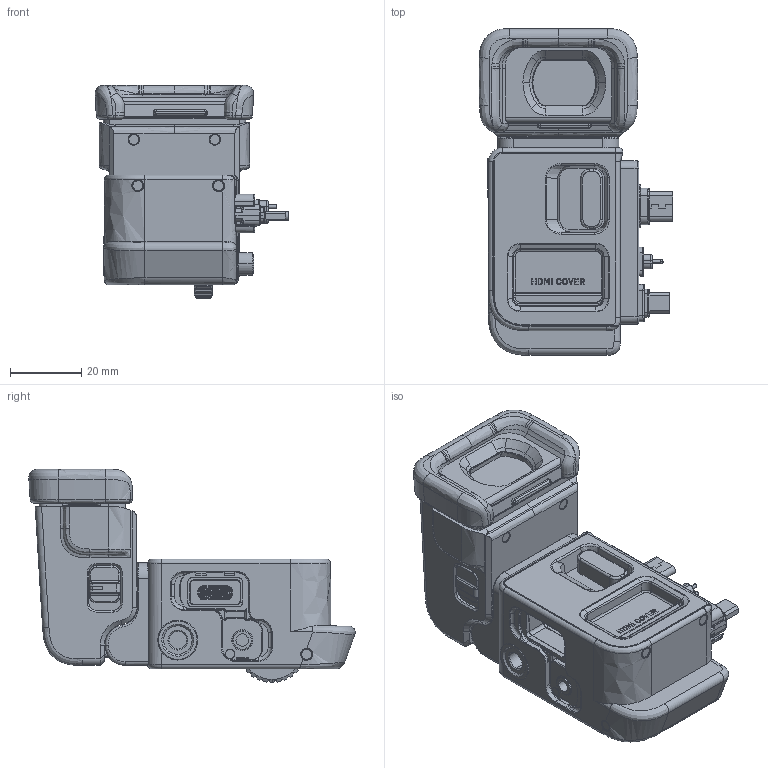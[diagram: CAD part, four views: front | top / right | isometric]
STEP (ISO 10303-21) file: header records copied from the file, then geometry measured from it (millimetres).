
FILE_DESCRIPTION (( 'STEP AP214' ), '1' );
FILE_NAME ('SIGMA_EVF-11_with_EC-31_ver1.STEP', '2021-03-24T05:55:17', ( '' ), ( '' ), 'SwSTEP 2.0', 'SolidWorks 2017', '' );
FILE_SCHEMA (( 'AUTOMOTIVE_DESIGN' ));
Length unit declared in the file: millimetre
Products named in the file (1): SIGMA_EVF-11_with_EC-31_ver1
Bounding box: 54.5 x 91.73 x 59.95 mm (x, y, z)
Volume: 112878.2 mm3; surface area: 26930.4 mm2
Topology: 1 solids, 10 shells, 4179 faces, 11290 edges, 7210 vertices
Faces by surface type: plane 2361, cylinder 972, bspline 518, torus 206, cone 107, sphere 15
Entity records: 202246 total; most frequent: CARTESIAN_POINT 55844, ORIENTED_EDGE 22548, DIRECTION 18707, EDGE_CURVE 11274, VERTEX_POINT 7207, LINE 7185, VECTOR 7185, AXIS2_PLACEMENT_3D 5761
